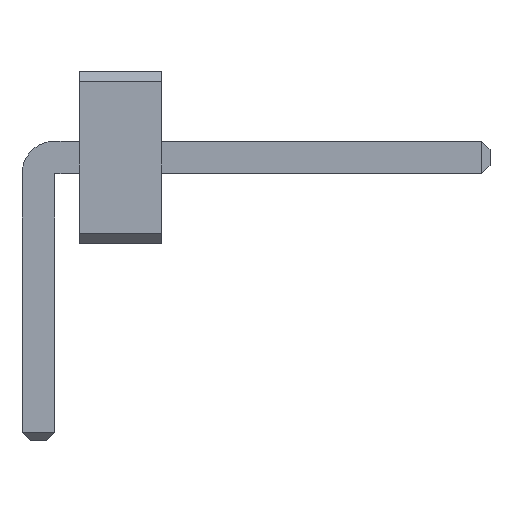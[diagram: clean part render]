
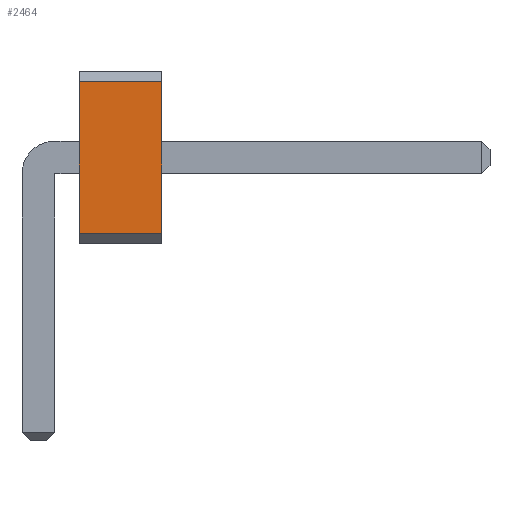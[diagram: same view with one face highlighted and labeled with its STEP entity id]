
A CAD part, front view. The second image highlights one B-rep face of the part: STEP entity #2464.
In plain terms, the highlighted planar face has unit normal (0, -1, 0).
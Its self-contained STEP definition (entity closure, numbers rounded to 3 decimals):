
#334 = VERTEX_POINT('',#335);
#335 = CARTESIAN_POINT('',(0.5,-10.795,1.973));
#341 = EDGE_CURVE('',#342,#334,#344,.T.);
#342 = VERTEX_POINT('',#343);
#343 = CARTESIAN_POINT('',(0.5,-10.795,0.127));
#344 = LINE('',#345,#346);
#345 = CARTESIAN_POINT('',(0.5,-10.795,0.127));
#346 = VECTOR('',#347,1.);
#347 = DIRECTION('',(0.,0.,1.));
#1073 = VERTEX_POINT('',#1074);
#1074 = CARTESIAN_POINT('',(1.5,-10.795,1.973));
#1080 = EDGE_CURVE('',#1081,#1073,#1083,.T.);
#1081 = VERTEX_POINT('',#1082);
#1082 = CARTESIAN_POINT('',(1.5,-10.795,0.127));
#1083 = LINE('',#1084,#1085);
#1084 = CARTESIAN_POINT('',(1.5,-10.795,0.127));
#1085 = VECTOR('',#1086,1.);
#1086 = DIRECTION('',(0.,0.,1.));
#2436 = EDGE_CURVE('',#342,#1081,#2437,.T.);
#2437 = LINE('',#2438,#2439);
#2438 = CARTESIAN_POINT('',(0.5,-10.795,0.127));
#2439 = VECTOR('',#2440,1.);
#2440 = DIRECTION('',(1.,0.,0.));
#2464 = ADVANCED_FACE('',(#2465),#2476,.T.);
#2465 = FACE_BOUND('',#2466,.T.);
#2466 = EDGE_LOOP('',(#2467,#2468,#2469,#2475));
#2467 = ORIENTED_EDGE('',*,*,#2436,.T.);
#2468 = ORIENTED_EDGE('',*,*,#1080,.T.);
#2469 = ORIENTED_EDGE('',*,*,#2470,.F.);
#2470 = EDGE_CURVE('',#334,#1073,#2471,.T.);
#2471 = LINE('',#2472,#2473);
#2472 = CARTESIAN_POINT('',(0.5,-10.795,1.973));
#2473 = VECTOR('',#2474,1.);
#2474 = DIRECTION('',(1.,0.,0.));
#2475 = ORIENTED_EDGE('',*,*,#341,.F.);
#2476 = PLANE('',#2477);
#2477 = AXIS2_PLACEMENT_3D('',#2478,#2479,#2480);
#2478 = CARTESIAN_POINT('',(0.5,-10.795,0.127));
#2479 = DIRECTION('',(0.,-1.,0.));
#2480 = DIRECTION('',(0.,0.,1.));
